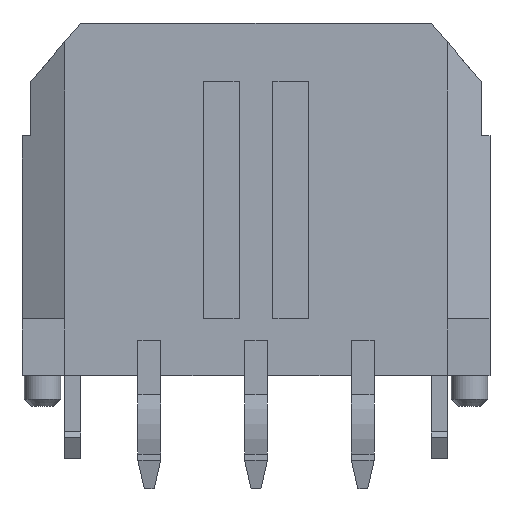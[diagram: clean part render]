
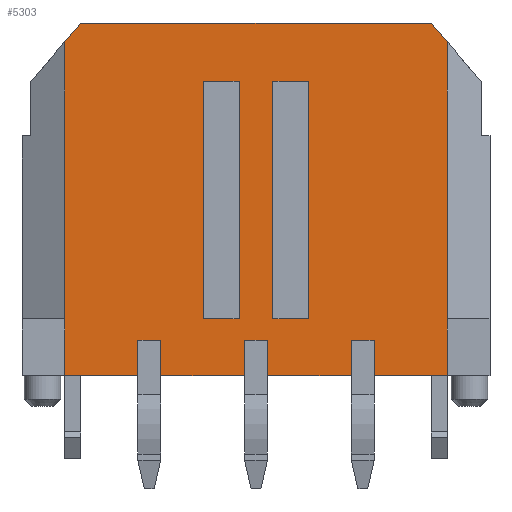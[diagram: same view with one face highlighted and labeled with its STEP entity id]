
A CAD part, front view. The second image highlights one B-rep face of the part: STEP entity #5303.
In plain terms, the highlighted planar face has unit normal (0, -1, 0).
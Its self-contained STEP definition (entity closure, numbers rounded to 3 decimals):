
#53=DIRECTION('',(1.,0.,0.));
#54=VECTOR('',#53,1.);
#55=CARTESIAN_POINT('',(-1.475,-3.43,3.315));
#56=LINE('',#55,#54);
#57=DIRECTION('',(0.,0.,1.));
#58=VECTOR('',#57,6.67);
#59=CARTESIAN_POINT('',(-1.475,-3.43,-3.355));
#60=LINE('',#59,#58);
#61=DIRECTION('',(1.,0.,0.));
#62=VECTOR('',#61,1.);
#63=CARTESIAN_POINT('',(-1.475,-3.43,-3.355));
#64=LINE('',#63,#62);
#65=DIRECTION('',(0.,0.,1.));
#66=VECTOR('',#65,6.67);
#67=CARTESIAN_POINT('',(-0.475,-3.43,-3.355));
#68=LINE('',#67,#66);
#69=DIRECTION('',(1.,0.,0.));
#70=VECTOR('',#69,1.);
#71=CARTESIAN_POINT('',(0.475,-3.43,3.315));
#72=LINE('',#71,#70);
#73=DIRECTION('',(0.,0.,1.));
#74=VECTOR('',#73,6.67);
#75=CARTESIAN_POINT('',(0.475,-3.43,-3.355));
#76=LINE('',#75,#74);
#77=DIRECTION('',(1.,0.,0.));
#78=VECTOR('',#77,1.);
#79=CARTESIAN_POINT('',(0.475,-3.43,-3.355));
#80=LINE('',#79,#78);
#81=DIRECTION('',(0.,0.,1.));
#82=VECTOR('',#81,6.67);
#83=CARTESIAN_POINT('',(1.475,-3.43,-3.355));
#84=LINE('',#83,#82);
#85=DIRECTION('',(0.,0.,1.));
#86=VECTOR('',#85,1.);
#87=CARTESIAN_POINT('',(-3.32,-3.43,-4.955));
#88=LINE('',#87,#86);
#89=DIRECTION('',(0.,0.,-1.));
#90=VECTOR('',#89,7.783);
#91=CARTESIAN_POINT('',(-5.375,-3.43,4.428));
#92=LINE('',#91,#90);
#93=DIRECTION('',(-0.649,0.,-0.761));
#94=VECTOR('',#93,0.693);
#95=CARTESIAN_POINT('',(-4.925,-3.43,4.955));
#96=LINE('',#95,#94);
#97=DIRECTION('',(1.,0.,0.));
#98=VECTOR('',#97,9.85);
#99=CARTESIAN_POINT('',(-4.925,-3.43,4.955));
#100=LINE('',#99,#98);
#101=DIRECTION('',(-0.649,0.,0.761));
#102=VECTOR('',#101,0.693);
#103=CARTESIAN_POINT('',(5.375,-3.43,4.428));
#104=LINE('',#103,#102);
#105=DIRECTION('',(0.,0.,-1.));
#106=VECTOR('',#105,7.783);
#107=CARTESIAN_POINT('',(5.375,-3.43,4.428));
#108=LINE('',#107,#106);
#109=DIRECTION('',(0.,0.,-1.));
#110=VECTOR('',#109,1.6);
#111=CARTESIAN_POINT('',(5.375,-3.43,-3.355));
#112=LINE('',#111,#110);
#113=DIRECTION('',(0.,0.,1.));
#114=VECTOR('',#113,1.);
#115=CARTESIAN_POINT('',(3.32,-3.43,-4.955));
#116=LINE('',#115,#114);
#117=DIRECTION('',(1.,0.,0.));
#118=VECTOR('',#117,0.64);
#119=CARTESIAN_POINT('',(2.68,-3.43,-3.955));
#120=LINE('',#119,#118);
#121=DIRECTION('',(0.,0.,1.));
#122=VECTOR('',#121,1.);
#123=CARTESIAN_POINT('',(2.68,-3.43,-4.955));
#124=LINE('',#123,#122);
#125=DIRECTION('',(0.,0.,1.));
#126=VECTOR('',#125,1.);
#127=CARTESIAN_POINT('',(0.32,-3.43,-4.955));
#128=LINE('',#127,#126);
#129=DIRECTION('',(1.,0.,0.));
#130=VECTOR('',#129,0.64);
#131=CARTESIAN_POINT('',(-0.32,-3.43,-3.955));
#132=LINE('',#131,#130);
#133=DIRECTION('',(0.,0.,1.));
#134=VECTOR('',#133,1.);
#135=CARTESIAN_POINT('',(-0.32,-3.43,-4.955));
#136=LINE('',#135,#134);
#137=DIRECTION('',(0.,0.,1.));
#138=VECTOR('',#137,1.);
#139=CARTESIAN_POINT('',(-2.68,-3.43,-4.955));
#140=LINE('',#139,#138);
#141=DIRECTION('',(1.,0.,0.));
#142=VECTOR('',#141,0.64);
#143=CARTESIAN_POINT('',(-3.32,-3.43,-3.955));
#144=LINE('',#143,#142);
#3079=DIRECTION('',(-1.,0.,0.));
#3080=VECTOR('',#3079,2.055);
#3081=CARTESIAN_POINT('',(5.375,-3.43,-4.955));
#3082=LINE('',#3081,#3080);
#3095=DIRECTION('',(-1.,0.,0.));
#3096=VECTOR('',#3095,2.36);
#3097=CARTESIAN_POINT('',(2.68,-3.43,-4.955));
#3098=LINE('',#3097,#3096);
#3119=DIRECTION('',(-1.,0.,0.));
#3120=VECTOR('',#3119,2.055);
#3121=CARTESIAN_POINT('',(-3.32,-3.43,-4.955));
#3122=LINE('',#3121,#3120);
#3127=DIRECTION('',(-1.,0.,0.));
#3128=VECTOR('',#3127,2.36);
#3129=CARTESIAN_POINT('',(-0.32,-3.43,-4.955));
#3130=LINE('',#3129,#3128);
#3139=DIRECTION('',(0.,0.,-1.));
#3140=VECTOR('',#3139,1.6);
#3141=CARTESIAN_POINT('',(-5.375,-3.43,-3.355));
#3142=LINE('',#3141,#3140);
#3919=CARTESIAN_POINT('',(-4.925,-3.43,4.955));
#3920=CARTESIAN_POINT('',(4.925,-3.43,4.955));
#3921=VERTEX_POINT('',#3919);
#3922=VERTEX_POINT('',#3920);
#4004=CARTESIAN_POINT('',(2.68,-3.43,-4.955));
#4006=VERTEX_POINT('',#4004);
#4008=CARTESIAN_POINT('',(3.32,-3.43,-4.955));
#4010=VERTEX_POINT('',#4008);
#4016=CARTESIAN_POINT('',(-0.32,-3.43,-4.955));
#4018=VERTEX_POINT('',#4016);
#4020=CARTESIAN_POINT('',(0.32,-3.43,-4.955));
#4022=VERTEX_POINT('',#4020);
#4028=CARTESIAN_POINT('',(-3.32,-3.43,-4.955));
#4030=VERTEX_POINT('',#4028);
#4032=CARTESIAN_POINT('',(-2.68,-3.43,-4.955));
#4034=VERTEX_POINT('',#4032);
#4040=CARTESIAN_POINT('',(5.375,-3.43,-3.355));
#4042=VERTEX_POINT('',#4040);
#4044=CARTESIAN_POINT('',(-5.375,-3.43,-3.355));
#4046=VERTEX_POINT('',#4044);
#4053=CARTESIAN_POINT('',(5.375,-3.43,-4.955));
#4054=VERTEX_POINT('',#4053);
#4055=CARTESIAN_POINT('',(-5.375,-3.43,-4.955));
#4056=VERTEX_POINT('',#4055);
#4057=CARTESIAN_POINT('',(2.68,-3.43,-3.955));
#4058=VERTEX_POINT('',#4057);
#4059=CARTESIAN_POINT('',(3.32,-3.43,-3.955));
#4060=VERTEX_POINT('',#4059);
#4061=CARTESIAN_POINT('',(-0.32,-3.43,-3.955));
#4062=VERTEX_POINT('',#4061);
#4063=CARTESIAN_POINT('',(0.32,-3.43,-3.955));
#4064=VERTEX_POINT('',#4063);
#4065=CARTESIAN_POINT('',(-3.32,-3.43,-3.955));
#4066=VERTEX_POINT('',#4065);
#4067=CARTESIAN_POINT('',(-2.68,-3.43,-3.955));
#4068=VERTEX_POINT('',#4067);
#4437=CARTESIAN_POINT('',(-1.475,-3.43,3.315));
#4438=CARTESIAN_POINT('',(-0.475,-3.43,3.315));
#4439=VERTEX_POINT('',#4437);
#4440=VERTEX_POINT('',#4438);
#4441=CARTESIAN_POINT('',(0.475,-3.43,3.315));
#4442=CARTESIAN_POINT('',(1.475,-3.43,3.315));
#4443=VERTEX_POINT('',#4441);
#4444=VERTEX_POINT('',#4442);
#4445=CARTESIAN_POINT('',(-1.475,-3.43,-3.355));
#4446=CARTESIAN_POINT('',(-0.475,-3.43,-3.355));
#4447=VERTEX_POINT('',#4445);
#4448=VERTEX_POINT('',#4446);
#4449=CARTESIAN_POINT('',(0.475,-3.43,-3.355));
#4450=CARTESIAN_POINT('',(1.475,-3.43,-3.355));
#4451=VERTEX_POINT('',#4449);
#4452=VERTEX_POINT('',#4450);
#4837=CARTESIAN_POINT('',(5.375,-3.43,4.428));
#4838=VERTEX_POINT('',#4837);
#4839=CARTESIAN_POINT('',(-5.375,-3.43,4.428));
#4840=VERTEX_POINT('',#4839);
#5237=CARTESIAN_POINT('',(-6.325,-3.43,4.955));
#5238=DIRECTION('',(0.,-1.,0.));
#5239=DIRECTION('',(0.,0.,-1.));
#5240=AXIS2_PLACEMENT_3D('',#5237,#5238,#5239);
#5241=PLANE('',#5240);
#5243=ORIENTED_EDGE('',*,*,#5242,.F.);
#5245=ORIENTED_EDGE('',*,*,#5244,.T.);
#5247=ORIENTED_EDGE('',*,*,#5246,.F.);
#5248=ORIENTED_EDGE('',*,*,#5224,.F.);
#5250=ORIENTED_EDGE('',*,*,#5249,.F.);
#5252=ORIENTED_EDGE('',*,*,#5251,.T.);
#5254=ORIENTED_EDGE('',*,*,#5253,.F.);
#5256=ORIENTED_EDGE('',*,*,#5255,.T.);
#5258=ORIENTED_EDGE('',*,*,#5257,.T.);
#5260=ORIENTED_EDGE('',*,*,#5259,.T.);
#5262=ORIENTED_EDGE('',*,*,#5261,.T.);
#5264=ORIENTED_EDGE('',*,*,#5263,.F.);
#5266=ORIENTED_EDGE('',*,*,#5265,.F.);
#5268=ORIENTED_EDGE('',*,*,#5267,.T.);
#5270=ORIENTED_EDGE('',*,*,#5269,.T.);
#5272=ORIENTED_EDGE('',*,*,#5271,.F.);
#5274=ORIENTED_EDGE('',*,*,#5273,.F.);
#5276=ORIENTED_EDGE('',*,*,#5275,.T.);
#5278=ORIENTED_EDGE('',*,*,#5277,.T.);
#5280=ORIENTED_EDGE('',*,*,#5279,.F.);
#5281=EDGE_LOOP('',(#5243,#5245,#5247,#5248,#5250,#5252,#5254,#5256,#5258,#5260,
#5262,#5264,#5266,#5268,#5270,#5272,#5274,#5276,#5278,#5280));
#5282=FACE_OUTER_BOUND('',#5281,.F.);
#5284=ORIENTED_EDGE('',*,*,#5283,.F.);
#5286=ORIENTED_EDGE('',*,*,#5285,.F.);
#5288=ORIENTED_EDGE('',*,*,#5287,.T.);
#5290=ORIENTED_EDGE('',*,*,#5289,.T.);
#5291=EDGE_LOOP('',(#5284,#5286,#5288,#5290));
#5292=FACE_BOUND('',#5291,.F.);
#5294=ORIENTED_EDGE('',*,*,#5293,.F.);
#5296=ORIENTED_EDGE('',*,*,#5295,.F.);
#5298=ORIENTED_EDGE('',*,*,#5297,.T.);
#5300=ORIENTED_EDGE('',*,*,#5299,.T.);
#5301=EDGE_LOOP('',(#5294,#5296,#5298,#5300));
#5302=FACE_BOUND('',#5301,.F.);
#5303=ADVANCED_FACE('',(#5282,#5292,#5302),#5241,.T.);
#5224=EDGE_CURVE('',#4840,#4046,#92,.T.);
#5242=EDGE_CURVE('',#4030,#4066,#88,.T.);
#5244=EDGE_CURVE('',#4030,#4056,#3122,.T.);
#5246=EDGE_CURVE('',#4046,#4056,#3142,.T.);
#5249=EDGE_CURVE('',#3921,#4840,#96,.T.);
#5251=EDGE_CURVE('',#3921,#3922,#100,.T.);
#5253=EDGE_CURVE('',#4838,#3922,#104,.T.);
#5255=EDGE_CURVE('',#4838,#4042,#108,.T.);
#5257=EDGE_CURVE('',#4042,#4054,#112,.T.);
#5259=EDGE_CURVE('',#4054,#4010,#3082,.T.);
#5261=EDGE_CURVE('',#4010,#4060,#116,.T.);
#5263=EDGE_CURVE('',#4058,#4060,#120,.T.);
#5265=EDGE_CURVE('',#4006,#4058,#124,.T.);
#5267=EDGE_CURVE('',#4006,#4022,#3098,.T.);
#5269=EDGE_CURVE('',#4022,#4064,#128,.T.);
#5271=EDGE_CURVE('',#4062,#4064,#132,.T.);
#5273=EDGE_CURVE('',#4018,#4062,#136,.T.);
#5275=EDGE_CURVE('',#4018,#4034,#3130,.T.);
#5277=EDGE_CURVE('',#4034,#4068,#140,.T.);
#5279=EDGE_CURVE('',#4066,#4068,#144,.T.);
#5283=EDGE_CURVE('',#4443,#4444,#72,.T.);
#5285=EDGE_CURVE('',#4451,#4443,#76,.T.);
#5287=EDGE_CURVE('',#4451,#4452,#80,.T.);
#5289=EDGE_CURVE('',#4452,#4444,#84,.T.);
#5293=EDGE_CURVE('',#4439,#4440,#56,.T.);
#5295=EDGE_CURVE('',#4447,#4439,#60,.T.);
#5297=EDGE_CURVE('',#4447,#4448,#64,.T.);
#5299=EDGE_CURVE('',#4448,#4440,#68,.T.);
